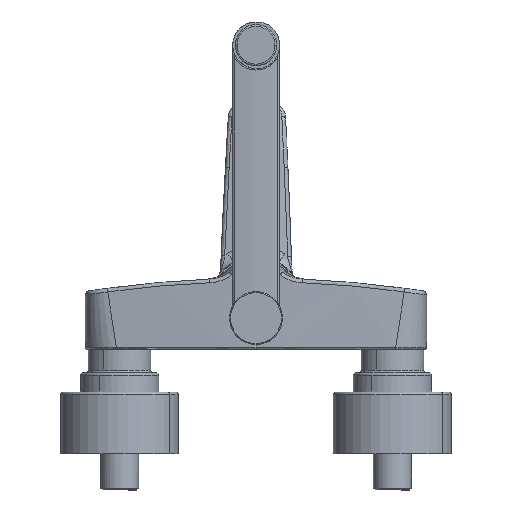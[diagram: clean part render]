
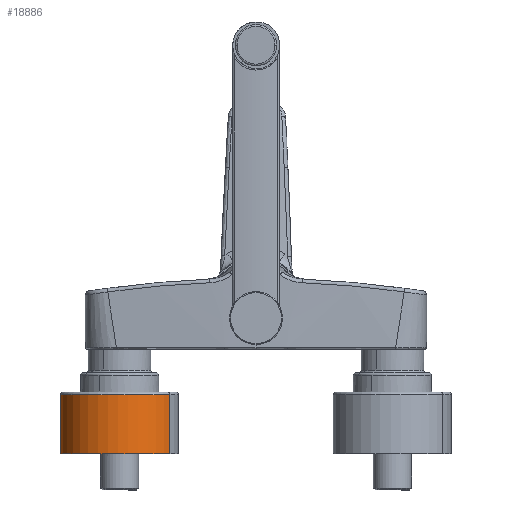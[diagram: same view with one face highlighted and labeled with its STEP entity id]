
A CAD part, front view. The second image highlights one B-rep face of the part: STEP entity #18886.
In plain terms, the highlighted cylindrical face has radius 32.5 mm (diameter 65 mm), a partial arc.
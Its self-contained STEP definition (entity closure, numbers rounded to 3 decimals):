
#404 = ORIENTED_EDGE ( 'NONE', *, *, #13063, .T. ) ;
#1167 = DIRECTION ( 'NONE',  ( 0.525, 0.851, 0. ) ) ;
#1284 = AXIS2_PLACEMENT_3D ( 'NONE', #12440, #14100, #11093 ) ;
#1460 = AXIS2_PLACEMENT_3D ( 'NONE', #15130, #10505, #9170 ) ;
#1485 = CYLINDRICAL_SURFACE ( 'NONE', #1284, 32.5 ) ;
#2008 = CIRCLE ( 'NONE', #6726, 32.5 ) ;
#2436 = EDGE_CURVE ( 'NONE', #3170, #3664, #4280, .T. ) ;
#2577 = VERTEX_POINT ( 'NONE', #6502 ) ;
#2715 = ORIENTED_EDGE ( 'NONE', *, *, #15595, .T. ) ;
#3170 = VERTEX_POINT ( 'NONE', #18526 ) ;
#3664 = VERTEX_POINT ( 'NONE', #6647 ) ;
#4280 = LINE ( 'NONE', #18571, #11940 ) ;
#5769 = VERTEX_POINT ( 'NONE', #13355 ) ;
#6502 = CARTESIAN_POINT ( 'NONE',  ( -47.344, -17.167, -25.002 ) ) ;
#6557 = FACE_OUTER_BOUND ( 'NONE', #10014, .T. ) ;
#6647 = CARTESIAN_POINT ( 'NONE',  ( -102.656, 16.972, -57.5 ) ) ;
#6726 = AXIS2_PLACEMENT_3D ( 'NONE', #11698, #14902, #1167 ) ;
#8581 = ORIENTED_EDGE ( 'NONE', *, *, #12604, .F. ) ;
#9170 = DIRECTION ( 'NONE',  ( -0.851, 0.525, 0. ) ) ;
#10014 = EDGE_LOOP ( 'NONE', ( #404, #13977, #2715, #8581 ) ) ;
#10505 = DIRECTION ( 'NONE',  ( 0., 0., 1. ) ) ;
#10890 = VECTOR ( 'NONE', #17440, 1000. ) ;
#11093 = DIRECTION ( 'NONE',  ( 0.851, -0.525, 0. ) ) ;
#11698 = CARTESIAN_POINT ( 'NONE',  ( -75., -0.098, -25.002 ) ) ;
#11940 = VECTOR ( 'NONE', #17017, 1000. ) ;
#12440 = CARTESIAN_POINT ( 'NONE',  ( -75., -0.098, -23.6 ) ) ;
#12604 = EDGE_CURVE ( 'NONE', #2577, #5769, #14709, .T. ) ;
#13063 = EDGE_CURVE ( 'NONE', #2577, #3170, #2008, .T. ) ;
#13355 = CARTESIAN_POINT ( 'NONE',  ( -47.344, -17.167, -57.5 ) ) ;
#13977 = ORIENTED_EDGE ( 'NONE', *, *, #2436, .T. ) ;
#14100 = DIRECTION ( 'NONE',  ( 0., 0., -1. ) ) ;
#14277 = CARTESIAN_POINT ( 'NONE',  ( -47.344, -17.167, -23.6 ) ) ;
#14709 = LINE ( 'NONE', #14277, #10890 ) ;
#14902 = DIRECTION ( 'NONE',  ( 0., 0., -1. ) ) ;
#15130 = CARTESIAN_POINT ( 'NONE',  ( -75., -0.098, -57.5 ) ) ;
#15595 = EDGE_CURVE ( 'NONE', #3664, #5769, #19027, .T. ) ;
#17017 = DIRECTION ( 'NONE',  ( 0., 0., -1. ) ) ;
#17440 = DIRECTION ( 'NONE',  ( 0., 0., -1. ) ) ;
#18526 = CARTESIAN_POINT ( 'NONE',  ( -102.656, 16.972, -25.002 ) ) ;
#18571 = CARTESIAN_POINT ( 'NONE',  ( -102.656, 16.972, -23.6 ) ) ;
#18886 = ADVANCED_FACE ( 'NONE', ( #6557 ), #1485, .T. ) ;
#19027 = CIRCLE ( 'NONE', #1460, 32.5 ) ;
